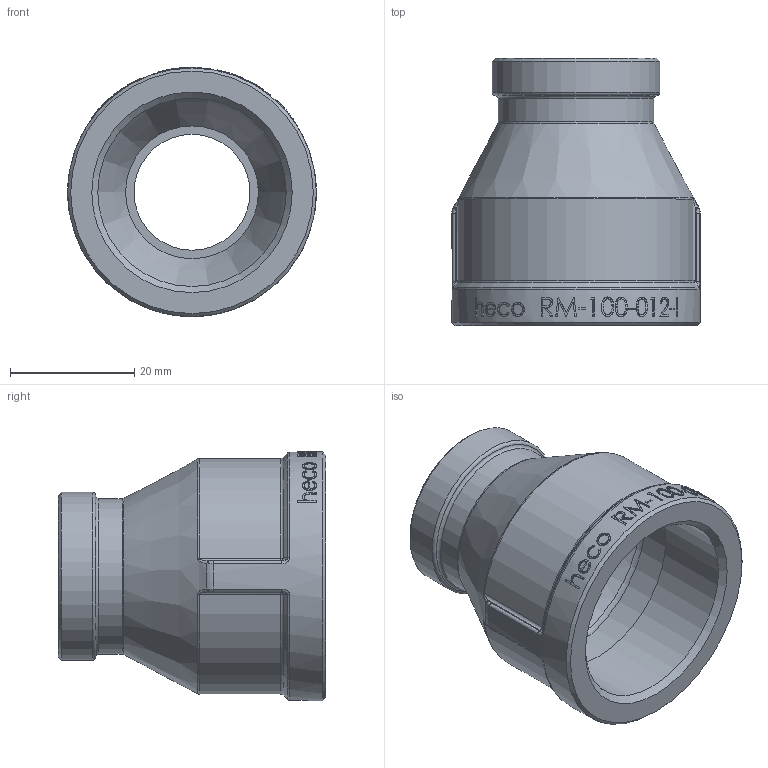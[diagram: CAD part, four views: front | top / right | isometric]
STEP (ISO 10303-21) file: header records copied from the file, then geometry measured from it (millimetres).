
FILE_DESCRIPTION (( 'STEP AP214' ), '1' );
FILE_NAME ('heco_RM-100-012-I.STEP', '2015-10-26T15:02:24', ( 'test' ), ( '' ), 'SwSTEP 2.0', 'SolidWorks 2011', '' );
FILE_SCHEMA (( 'AUTOMOTIVE_DESIGN' ));
Length unit declared in the file: millimetre
Products named in the file (1): heco_RM-100-012-I
Bounding box: 40 x 43 x 40.1 mm (x, y, z)
Volume: 13037.8 mm3; surface area: 9634.6 mm2
Topology: 1 solids, 1 shells, 234 faces, 582 edges, 374 vertices
Faces by surface type: bspline 111, plane 61, cylinder 38, torus 12, cone 8, sphere 4
Full cylindrical faces by diameter (mm): 18.631 x1, 25 x1, 27 x1, 30.291 x1, 34.2 x1, 40 x1
Entity records: 19887 total; most frequent: CARTESIAN_POINT 14509, ORIENTED_EDGE 1118, DIRECTION 569, EDGE_CURVE 559, VERTEX_POINT 367, B_SPLINE_CURVE_WITH_KNOTS 349, EDGE_LOOP 276, FACE_OUTER_BOUND 244
